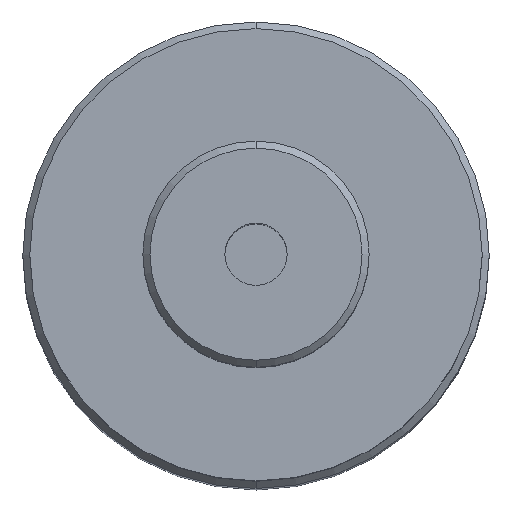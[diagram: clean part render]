
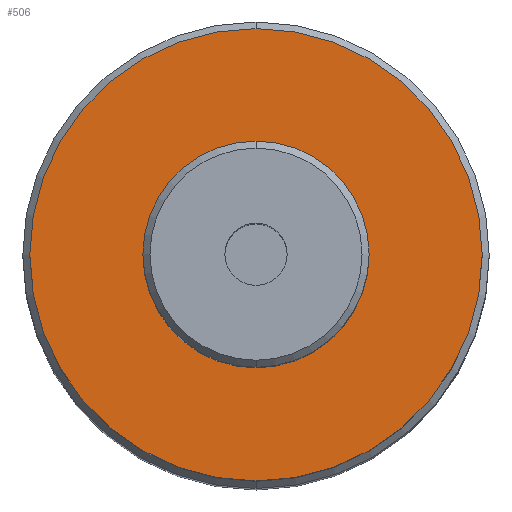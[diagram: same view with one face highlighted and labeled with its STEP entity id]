
A CAD part, top view. The second image highlights one B-rep face of the part: STEP entity #506.
In plain terms, the highlighted planar face has unit normal (0, 0, 1).
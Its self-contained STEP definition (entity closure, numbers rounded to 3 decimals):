
#157=CARTESIAN_POINT('',(0.,0.,0.));
#158=DIRECTION('',(0.,0.,-1.));
#159=DIRECTION('',(0.,1.,0.));
#160=AXIS2_PLACEMENT_3D('',#157,#158,#159);
#165=CARTESIAN_POINT('',(0.,0.,0.));
#166=DIRECTION('',(0.,0.,1.));
#167=DIRECTION('',(0.,1.,0.));
#168=AXIS2_PLACEMENT_3D('',#165,#166,#167);
#181=CARTESIAN_POINT('',(0.,0.,0.));
#182=DIRECTION('',(0.,0.,1.));
#183=DIRECTION('',(0.,1.,0.));
#184=AXIS2_PLACEMENT_3D('',#181,#182,#183);
#250=CARTESIAN_POINT('',(0.,0.,0.));
#251=DIRECTION('',(0.,0.,-1.));
#252=DIRECTION('',(0.,1.,0.));
#253=AXIS2_PLACEMENT_3D('',#250,#251,#252);
#295=CARTESIAN_POINT('',(0.,8.,0.));
#296=CARTESIAN_POINT('',(0.,-8.,0.));
#297=VERTEX_POINT('',#295);
#298=VERTEX_POINT('',#296);
#325=CARTESIAN_POINT('',(0.,16.,0.));
#326=VERTEX_POINT('',#325);
#337=CARTESIAN_POINT('',(0.,-16.,0.));
#338=VERTEX_POINT('',#337);
#491=CARTESIAN_POINT('',(0.,0.,0.));
#492=DIRECTION('',(0.,0.,1.));
#493=DIRECTION('',(0.,1.,0.));
#494=AXIS2_PLACEMENT_3D('',#491,#492,#493);
#495=PLANE('',#494);
#496=ORIENTED_EDGE('',*,*,#473,.T.);
#497=ORIENTED_EDGE('',*,*,#484,.F.);
#498=EDGE_LOOP('',(#496,#497));
#499=FACE_OUTER_BOUND('',#498,.F.);
#501=ORIENTED_EDGE('',*,*,#500,.T.);
#503=ORIENTED_EDGE('',*,*,#502,.F.);
#504=EDGE_LOOP('',(#501,#503));
#505=FACE_BOUND('',#504,.F.);
#161=CIRCLE('',#160,16.);
#169=CIRCLE('',#168,16.);
#185=CIRCLE('',#184,8.);
#254=CIRCLE('',#253,8.);
#473=EDGE_CURVE('',#326,#338,#161,.T.);
#484=EDGE_CURVE('',#326,#338,#169,.T.);
#500=EDGE_CURVE('',#297,#298,#185,.T.);
#502=EDGE_CURVE('',#297,#298,#254,.T.);
#506=ADVANCED_FACE('',(#499,#505),#495,.T.);
